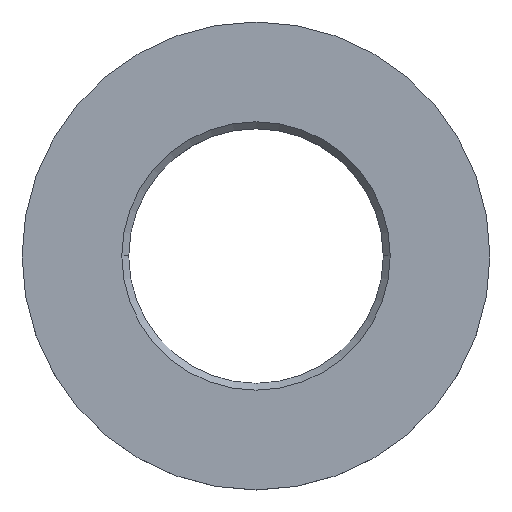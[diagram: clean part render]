
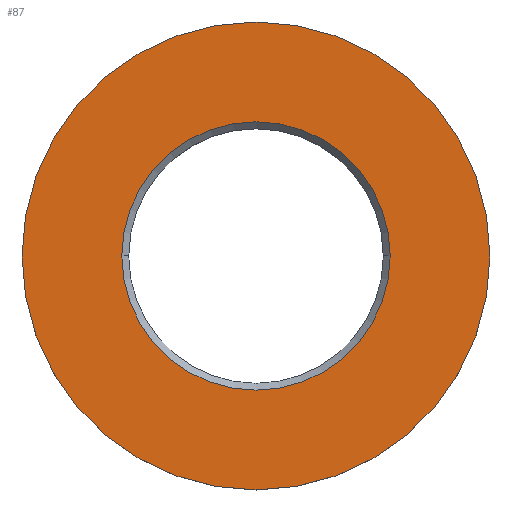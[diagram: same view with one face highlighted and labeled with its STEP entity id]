
A CAD part, top view. The second image highlights one B-rep face of the part: STEP entity #87.
In plain terms, the highlighted planar face has unit normal (0, 0, 1).
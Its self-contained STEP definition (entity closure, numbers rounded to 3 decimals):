
#69=EDGE_CURVE('',#117,#137,#172,.T.);
#73=VERTEX_POINT('',#176);
#75=EDGE_CURVE('',#73,#107,#178,.T.);
#79=EDGE_CURVE('',#107,#73,#184,.T.);
#87=ADVANCED_FACE('',(#194,#195),#196,.T.);
#107=VERTEX_POINT('',#217);
#117=VERTEX_POINT('',#228);
#137=VERTEX_POINT('',#249);
#141=EDGE_CURVE('',#137,#117,#254,.T.);
#172=CIRCLE('',#277,34.0);
#176=CARTESIAN_POINT('',(19.5,0.,14.0));
#178=CIRCLE('',#285,19.5);
#184=CIRCLE('',#292,19.5);
#194=FACE_OUTER_BOUND('',#304,.T.);
#195=FACE_BOUND('',#305,.T.);
#196=PLANE('',#306);
#217=CARTESIAN_POINT('',(-19.5,0.,14.0));
#228=CARTESIAN_POINT('',(34.0,0.,14.0));
#249=CARTESIAN_POINT('',(-34.0,0.,14.0));
#254=CIRCLE('',#380,34.0);
#277=AXIS2_PLACEMENT_3D('',#404,#405,#406);
#285=AXIS2_PLACEMENT_3D('',#410,#411,#412);
#292=AXIS2_PLACEMENT_3D('',#421,#422,#423);
#304=EDGE_LOOP('',(#442,#443));
#305=EDGE_LOOP('',(#444,#445));
#306=AXIS2_PLACEMENT_3D('',#446,#447,#448);
#380=AXIS2_PLACEMENT_3D('',#510,#511,#512);
#404=CARTESIAN_POINT('',(0.0,0.,14.0));
#405=DIRECTION('',(-0.0,0.0,-1.0));
#406=DIRECTION('',(-1.0,0.,0.0));
#410=CARTESIAN_POINT('',(0.0,0.,14.0));
#411=DIRECTION('',(-0.0,0.0,-1.0));
#412=DIRECTION('',(-1.0,0.,0.0));
#421=CARTESIAN_POINT('',(0.0,0.,14.0));
#422=DIRECTION('',(-0.0,0.0,-1.0));
#423=DIRECTION('',(-1.0,0.,0.0));
#442=ORIENTED_EDGE('',*,*,#141,.F.);
#443=ORIENTED_EDGE('',*,*,#69,.F.);
#444=ORIENTED_EDGE('',*,*,#79,.T.);
#445=ORIENTED_EDGE('',*,*,#75,.T.);
#446=CARTESIAN_POINT('',(-26.75,0.,14.0));
#447=DIRECTION('',(0.0,0.0,1.0));
#448=DIRECTION('',(-1.0,0.,0.0));
#510=CARTESIAN_POINT('',(0.0,0.,14.0));
#511=DIRECTION('',(-0.0,0.0,-1.0));
#512=DIRECTION('',(-1.0,0.,0.0));
